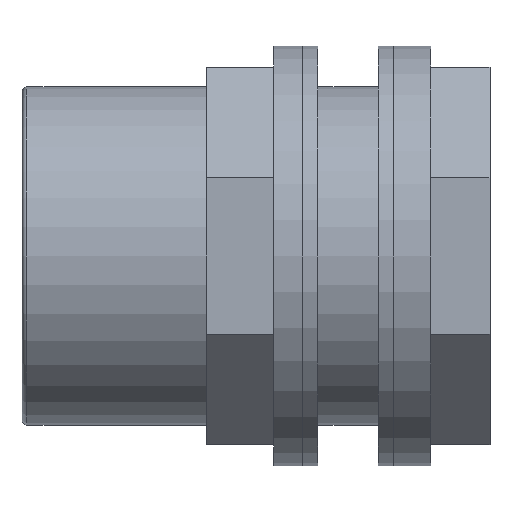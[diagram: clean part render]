
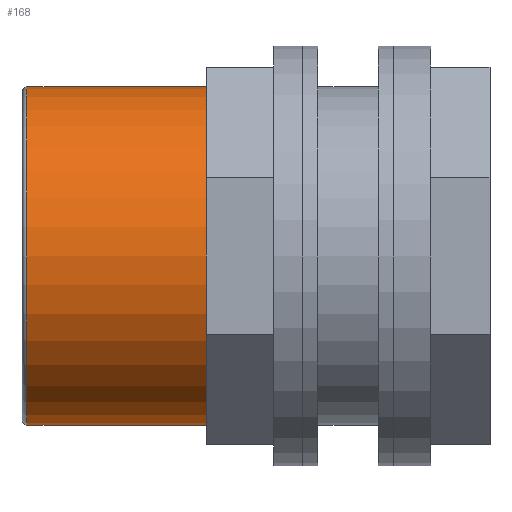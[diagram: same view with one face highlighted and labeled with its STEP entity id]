
A CAD part, front view. The second image highlights one B-rep face of the part: STEP entity #168.
In plain terms, the highlighted cylindrical face has radius 56 mm (diameter 112 mm), a full revolution.
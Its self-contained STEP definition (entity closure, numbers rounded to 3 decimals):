
#168 = ADVANCED_FACE( '', ( #368, #369 ), #370, .T. );
#368 = FACE_OUTER_BOUND( '', #591, .T. );
#369 = FACE_OUTER_BOUND( '', #592, .T. );
#370 = CYLINDRICAL_SURFACE( '', #593, 56. );
#591 = EDGE_LOOP( '', ( #1004 ) );
#592 = EDGE_LOOP( '', ( #1005 ) );
#593 = AXIS2_PLACEMENT_3D( '', #1006, #1007, #1008 );
#1004 = ORIENTED_EDGE( '', *, *, #1250, .F. );
#1005 = ORIENTED_EDGE( '', *, *, #1271, .T. );
#1006 = CARTESIAN_POINT( '', ( 155., 0., 0. ) );
#1007 = DIRECTION( '', ( -1., 0., 0. ) );
#1008 = DIRECTION( '', ( 0., 0., -1. ) );
#1250 = EDGE_CURVE( '', #1491, #1491, #1492, .T. );
#1271 = EDGE_CURVE( '', #1524, #1524, #1525, .T. );
#1491 = VERTEX_POINT( '', #1916 );
#1492 = CIRCLE( '', #1917, 56. );
#1524 = VERTEX_POINT( '', #1957 );
#1525 = CIRCLE( '', #1958, 56. );
#1916 = CARTESIAN_POINT( '', ( 61., 0., -56. ) );
#1917 = AXIS2_PLACEMENT_3D( '', #2315, #2316, #2317 );
#1957 = CARTESIAN_POINT( '', ( 1.65, 0., -56. ) );
#1958 = AXIS2_PLACEMENT_3D( '', #2344, #2345, #2346 );
#2315 = CARTESIAN_POINT( '', ( 61., 0., 0. ) );
#2316 = DIRECTION( '', ( 1., 0., 0. ) );
#2317 = DIRECTION( '', ( 0., 0., -1. ) );
#2344 = CARTESIAN_POINT( '', ( 1.65, 0., 0. ) );
#2345 = DIRECTION( '', ( 1., 0., 0. ) );
#2346 = DIRECTION( '', ( 0., 0., -1. ) );
